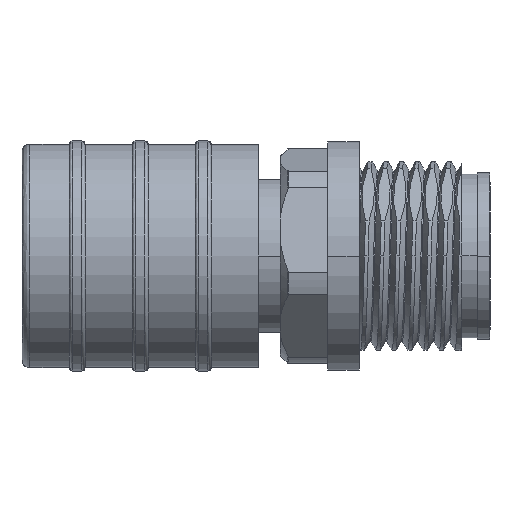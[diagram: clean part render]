
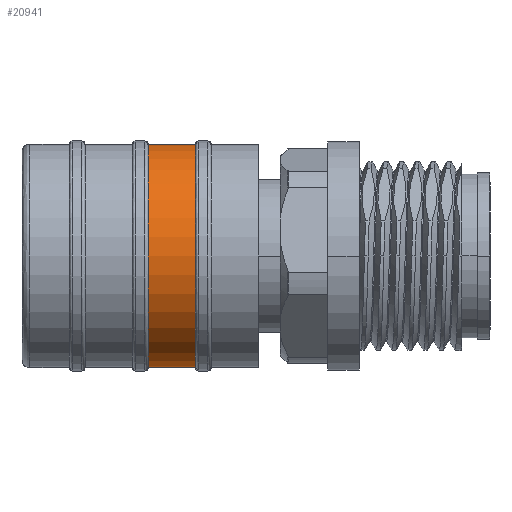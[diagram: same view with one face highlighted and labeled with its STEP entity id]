
A CAD part, left-side view. The second image highlights one B-rep face of the part: STEP entity #20941.
In plain terms, the highlighted cylindrical face has radius 7.1 mm (diameter 14.2 mm), a partial arc.
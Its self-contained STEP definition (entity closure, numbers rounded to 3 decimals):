
#404 = DIRECTION ( 'NONE',  ( 0., 0., -1. ) ) ;
#592 = EDGE_LOOP ( 'NONE', ( #1169, #19680, #21092, #4426 ) ) ;
#1169 = ORIENTED_EDGE ( 'NONE', *, *, #16525, .F. ) ;
#1413 = CARTESIAN_POINT ( 'NONE',  ( 0., 15., 7.1 ) ) ;
#3175 = DIRECTION ( 'NONE',  ( 0., -1., 0. ) ) ;
#3881 = AXIS2_PLACEMENT_3D ( 'NONE', #8290, #22337, #10004 ) ;
#4361 = CARTESIAN_POINT ( 'NONE',  ( 0., 7., 0. ) ) ;
#4426 = ORIENTED_EDGE ( 'NONE', *, *, #6890, .T. ) ;
#6019 = LINE ( 'NONE', #16146, #10048 ) ;
#6121 = DIRECTION ( 'NONE',  ( 0., 0., -1. ) ) ;
#6890 = EDGE_CURVE ( 'NONE', #18873, #8397, #14598, .T. ) ;
#7452 = DIRECTION ( 'NONE',  ( 0., -1., 0. ) ) ;
#7453 = CARTESIAN_POINT ( 'NONE',  ( 0., 4., 7.1 ) ) ;
#7541 = VERTEX_POINT ( 'NONE', #19293 ) ;
#8290 = CARTESIAN_POINT ( 'NONE',  ( 0., 15., 0. ) ) ;
#8397 = VERTEX_POINT ( 'NONE', #7453 ) ;
#9235 = CARTESIAN_POINT ( 'NONE',  ( 0., 4., -7.1 ) ) ;
#10004 = DIRECTION ( 'NONE',  ( 0., 0., -1. ) ) ;
#10048 = VECTOR ( 'NONE', #7452, 1000. ) ;
#10332 = VECTOR ( 'NONE', #3175, 1000. ) ;
#10761 = DIRECTION ( 'NONE',  ( 0., 1., 0. ) ) ;
#11781 = AXIS2_PLACEMENT_3D ( 'NONE', #4361, #16551, #6121 ) ;
#12458 = CIRCLE ( 'NONE', #11781, 7.1 ) ;
#12548 = EDGE_CURVE ( 'NONE', #7541, #20253, #12458, .T. ) ;
#14230 = AXIS2_PLACEMENT_3D ( 'NONE', #21345, #10761, #404 ) ;
#14598 = CIRCLE ( 'NONE', #14230, 7.1 ) ;
#16146 = CARTESIAN_POINT ( 'NONE',  ( 0., 15., -7.1 ) ) ;
#16525 = EDGE_CURVE ( 'NONE', #7541, #8397, #19691, .T. ) ;
#16551 = DIRECTION ( 'NONE',  ( 0., -1., 0. ) ) ;
#18456 = FACE_OUTER_BOUND ( 'NONE', #592, .T. ) ;
#18873 = VERTEX_POINT ( 'NONE', #9235 ) ;
#19293 = CARTESIAN_POINT ( 'NONE',  ( 0., 7., 7.1 ) ) ;
#19680 = ORIENTED_EDGE ( 'NONE', *, *, #12548, .T. ) ;
#19691 = LINE ( 'NONE', #1413, #10332 ) ;
#20253 = VERTEX_POINT ( 'NONE', #21633 ) ;
#20941 = ADVANCED_FACE ( 'NONE', ( #18456 ), #22598, .T. ) ;
#21092 = ORIENTED_EDGE ( 'NONE', *, *, #21259, .T. ) ;
#21259 = EDGE_CURVE ( 'NONE', #20253, #18873, #6019, .T. ) ;
#21345 = CARTESIAN_POINT ( 'NONE',  ( 0., 4., 0. ) ) ;
#21633 = CARTESIAN_POINT ( 'NONE',  ( 0., 7., -7.1 ) ) ;
#22337 = DIRECTION ( 'NONE',  ( 0., -1., 0. ) ) ;
#22598 = CYLINDRICAL_SURFACE ( 'NONE', #3881, 7.1 ) ;
